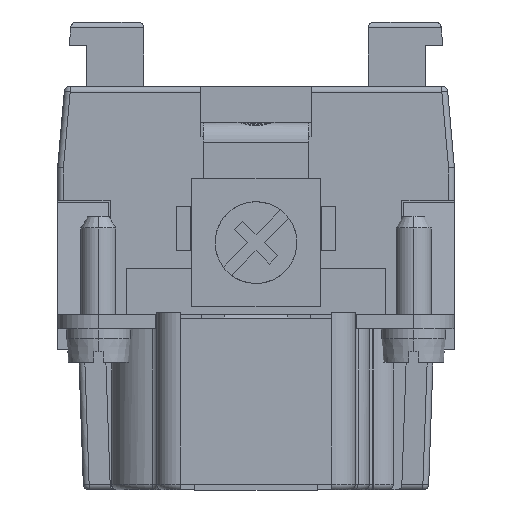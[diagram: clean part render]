
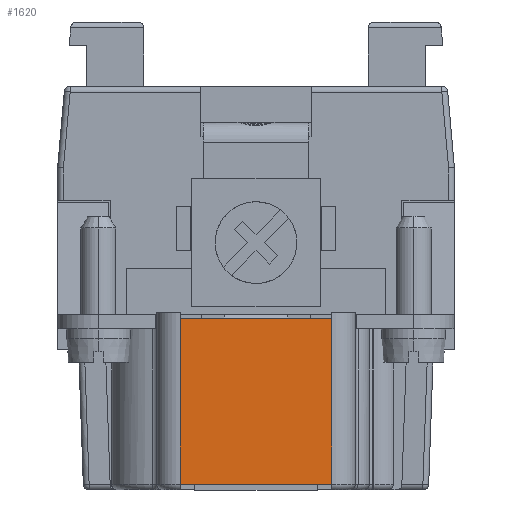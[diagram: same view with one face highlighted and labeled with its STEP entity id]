
A CAD part, left-side view. The second image highlights one B-rep face of the part: STEP entity #1620.
In plain terms, the highlighted face is planar.
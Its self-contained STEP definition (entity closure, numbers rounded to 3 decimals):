
#1230=CARTESIAN_POINT('',(88.846,61.676,
-18.9));
#1240=DIRECTION('',(1.,0.,0.));
#1250=DIRECTION('',(0.,1.,0.));
#1260=AXIS2_PLACEMENT_3D('',#1230,#1240,#1250);
#1270=PLANE('',#1260);
#1280=CARTESIAN_POINT('',(88.846,72.176,
0.));
#1290=DIRECTION('',(0.,0.,1.));
#1300=VECTOR('',#1290,1000.);
#1310=LINE('',#1280,#1300);
#1320=CARTESIAN_POINT('',(88.846,72.176,
-19.));
#1330=VERTEX_POINT('',#1320);
#1340=CARTESIAN_POINT('',(88.846,72.176,
-4.8));
#1350=VERTEX_POINT('',#1340);
#1360=EDGE_CURVE('',#1330,#1350,#1310,.T.);
#1370=ORIENTED_EDGE('',*,*,#1360,.F.);
#1380=CARTESIAN_POINT('',(88.846,30.092,
-4.8));
#1390=DIRECTION('',(0.,-1.,0.));
#1400=VECTOR('',#1390,1000.);
#1410=LINE('',#1380,#1400);
#1420=CARTESIAN_POINT('',(88.846,85.176,
-4.8));
#1430=VERTEX_POINT('',#1420);
#1440=EDGE_CURVE('',#1430,#1350,#1410,.T.);
#1450=ORIENTED_EDGE('',*,*,#1440,.T.);
#1460=CARTESIAN_POINT('',(88.846,85.176,
0.));
#1470=DIRECTION('',(0.,0.,-1.));
#1480=VECTOR('',#1470,1000.);
#1490=LINE('',#1460,#1480);
#1500=CARTESIAN_POINT('',(88.846,85.176,
-19.));
#1510=VERTEX_POINT('',#1500);
#1520=EDGE_CURVE('',#1430,#1510,#1490,.T.);
#1530=ORIENTED_EDGE('',*,*,#1520,.F.);
#1540=CARTESIAN_POINT('',(88.846,30.092,
-19.));
#1550=DIRECTION('',(0.,1.,0.));
#1560=VECTOR('',#1550,1000.);
#1570=LINE('',#1540,#1560);
#1580=EDGE_CURVE('',#1330,#1510,#1570,.T.);
#1590=ORIENTED_EDGE('',*,*,#1580,.T.);
#1600=EDGE_LOOP('',(#1590,#1530,#1450,#1370));
#1610=FACE_OUTER_BOUND('',#1600,.T.);
#1620=ADVANCED_FACE('',(#1610),#1270,.T.);
